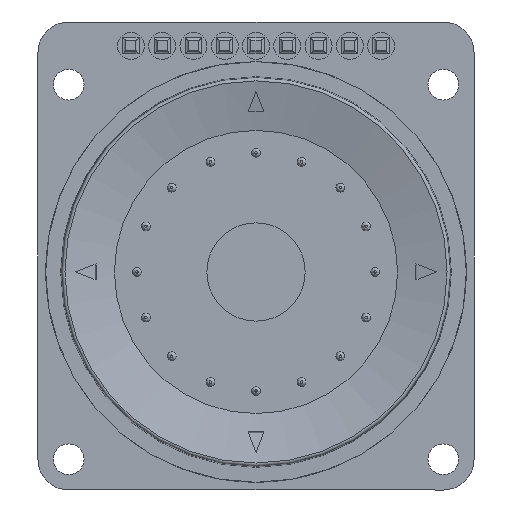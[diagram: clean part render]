
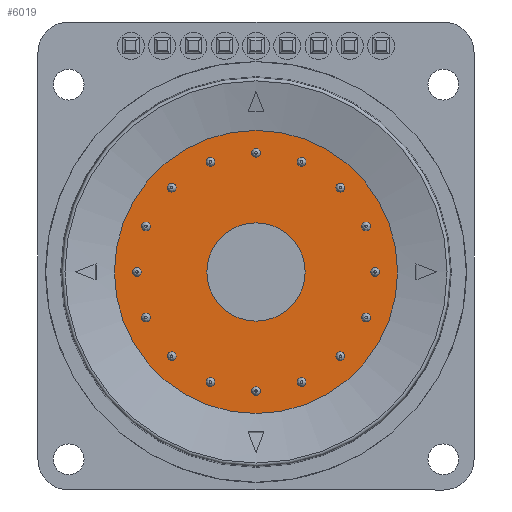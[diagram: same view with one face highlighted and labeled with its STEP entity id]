
A CAD part, front view. The second image highlights one B-rep face of the part: STEP entity #6019.
In plain terms, the highlighted planar face has unit normal (0, -1, 0).
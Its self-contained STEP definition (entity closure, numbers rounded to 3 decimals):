
#147=FACE_BOUND('',#918,.T.);
#148=FACE_BOUND('',#919,.T.);
#149=FACE_BOUND('',#920,.T.);
#150=FACE_BOUND('',#921,.T.);
#151=FACE_BOUND('',#922,.T.);
#152=FACE_BOUND('',#923,.T.);
#153=FACE_BOUND('',#924,.T.);
#154=FACE_BOUND('',#925,.T.);
#155=FACE_BOUND('',#926,.T.);
#156=FACE_BOUND('',#927,.T.);
#157=FACE_BOUND('',#928,.T.);
#158=FACE_BOUND('',#929,.T.);
#159=FACE_BOUND('',#930,.T.);
#160=FACE_BOUND('',#931,.T.);
#161=FACE_BOUND('',#932,.T.);
#162=FACE_BOUND('',#933,.T.);
#163=FACE_BOUND('',#934,.T.);
#516=FACE_OUTER_BOUND('',#917,.T.);
#917=EDGE_LOOP('',(#4980));
#918=EDGE_LOOP('',(#4981));
#919=EDGE_LOOP('',(#4982));
#920=EDGE_LOOP('',(#4983));
#921=EDGE_LOOP('',(#4984));
#922=EDGE_LOOP('',(#4985));
#923=EDGE_LOOP('',(#4986));
#924=EDGE_LOOP('',(#4987));
#925=EDGE_LOOP('',(#4988));
#926=EDGE_LOOP('',(#4989));
#927=EDGE_LOOP('',(#4990));
#928=EDGE_LOOP('',(#4991));
#929=EDGE_LOOP('',(#4992));
#930=EDGE_LOOP('',(#4993));
#931=EDGE_LOOP('',(#4994));
#932=EDGE_LOOP('',(#4995));
#933=EDGE_LOOP('',(#4996));
#934=EDGE_LOOP('',(#4997));
#1146=CIRCLE('',#6415,0.35);
#1149=CIRCLE('',#6419,0.35);
#1152=CIRCLE('',#6423,0.35);
#1155=CIRCLE('',#6427,0.35);
#1158=CIRCLE('',#6431,0.35);
#1161=CIRCLE('',#6435,0.35);
#1164=CIRCLE('',#6439,0.35);
#1167=CIRCLE('',#6443,0.35);
#1170=CIRCLE('',#6447,0.35);
#1173=CIRCLE('',#6451,0.35);
#1176=CIRCLE('',#6455,0.35);
#1179=CIRCLE('',#6459,0.35);
#1182=CIRCLE('',#6463,0.35);
#1185=CIRCLE('',#6467,0.35);
#1188=CIRCLE('',#6471,0.35);
#1191=CIRCLE('',#6478,0.35);
#1197=CIRCLE('',#6490,4.);
#1198=CIRCLE('',#6492,11.525);
#2808=VERTEX_POINT('',#9412);
#2810=VERTEX_POINT('',#9445);
#2812=VERTEX_POINT('',#9478);
#2814=VERTEX_POINT('',#9511);
#2816=VERTEX_POINT('',#9544);
#2818=VERTEX_POINT('',#9577);
#2820=VERTEX_POINT('',#9610);
#2822=VERTEX_POINT('',#9643);
#2824=VERTEX_POINT('',#9676);
#2826=VERTEX_POINT('',#9709);
#2828=VERTEX_POINT('',#9742);
#2830=VERTEX_POINT('',#9775);
#2832=VERTEX_POINT('',#9808);
#2834=VERTEX_POINT('',#9841);
#2836=VERTEX_POINT('',#9874);
#2857=VERTEX_POINT('',#10158);
#2868=VERTEX_POINT('',#10257);
#2869=VERTEX_POINT('',#10261);
#3516=EDGE_CURVE('',#2808,#2808,#1146,.T.);
#3519=EDGE_CURVE('',#2810,#2810,#1149,.T.);
#3522=EDGE_CURVE('',#2812,#2812,#1152,.T.);
#3525=EDGE_CURVE('',#2814,#2814,#1155,.T.);
#3528=EDGE_CURVE('',#2816,#2816,#1158,.T.);
#3531=EDGE_CURVE('',#2818,#2818,#1161,.T.);
#3534=EDGE_CURVE('',#2820,#2820,#1164,.T.);
#3537=EDGE_CURVE('',#2822,#2822,#1167,.T.);
#3540=EDGE_CURVE('',#2824,#2824,#1170,.T.);
#3543=EDGE_CURVE('',#2826,#2826,#1173,.T.);
#3546=EDGE_CURVE('',#2828,#2828,#1176,.T.);
#3549=EDGE_CURVE('',#2830,#2830,#1179,.T.);
#3552=EDGE_CURVE('',#2832,#2832,#1182,.T.);
#3555=EDGE_CURVE('',#2834,#2834,#1185,.T.);
#3558=EDGE_CURVE('',#2836,#2836,#1188,.T.);
#3589=EDGE_CURVE('',#2857,#2857,#1191,.T.);
#3605=EDGE_CURVE('',#2868,#2868,#1197,.T.);
#3607=EDGE_CURVE('',#2869,#2869,#1198,.T.);
#4980=ORIENTED_EDGE('',*,*,#3607,.F.);
#4981=ORIENTED_EDGE('',*,*,#3516,.T.);
#4982=ORIENTED_EDGE('',*,*,#3519,.T.);
#4983=ORIENTED_EDGE('',*,*,#3522,.T.);
#4984=ORIENTED_EDGE('',*,*,#3525,.T.);
#4985=ORIENTED_EDGE('',*,*,#3528,.T.);
#4986=ORIENTED_EDGE('',*,*,#3531,.T.);
#4987=ORIENTED_EDGE('',*,*,#3534,.T.);
#4988=ORIENTED_EDGE('',*,*,#3537,.T.);
#4989=ORIENTED_EDGE('',*,*,#3540,.T.);
#4990=ORIENTED_EDGE('',*,*,#3543,.T.);
#4991=ORIENTED_EDGE('',*,*,#3546,.T.);
#4992=ORIENTED_EDGE('',*,*,#3549,.T.);
#4993=ORIENTED_EDGE('',*,*,#3552,.T.);
#4994=ORIENTED_EDGE('',*,*,#3555,.T.);
#4995=ORIENTED_EDGE('',*,*,#3558,.T.);
#4996=ORIENTED_EDGE('',*,*,#3589,.T.);
#4997=ORIENTED_EDGE('',*,*,#3605,.T.);
#5711=PLANE('',#6491);
#6019=ADVANCED_FACE('',(#516,#147,#148,#149,#150,#151,#152,#153,#154,#155,
#156,#157,#158,#159,#160,#161,#162,#163),#5711,.T.);
#6415=AXIS2_PLACEMENT_3D('',#9413,#7643,#7644);
#6419=AXIS2_PLACEMENT_3D('',#9446,#7651,#7652);
#6423=AXIS2_PLACEMENT_3D('',#9479,#7659,#7660);
#6427=AXIS2_PLACEMENT_3D('',#9512,#7667,#7668);
#6431=AXIS2_PLACEMENT_3D('',#9545,#7675,#7676);
#6435=AXIS2_PLACEMENT_3D('',#9578,#7683,#7684);
#6439=AXIS2_PLACEMENT_3D('',#9611,#7691,#7692);
#6443=AXIS2_PLACEMENT_3D('',#9644,#7699,#7700);
#6447=AXIS2_PLACEMENT_3D('',#9677,#7707,#7708);
#6451=AXIS2_PLACEMENT_3D('',#9710,#7715,#7716);
#6455=AXIS2_PLACEMENT_3D('',#9743,#7723,#7724);
#6459=AXIS2_PLACEMENT_3D('',#9776,#7731,#7732);
#6463=AXIS2_PLACEMENT_3D('',#9809,#7739,#7740);
#6467=AXIS2_PLACEMENT_3D('',#9842,#7747,#7748);
#6471=AXIS2_PLACEMENT_3D('',#9875,#7755,#7756);
#6478=AXIS2_PLACEMENT_3D('',#10159,#7778,#7779);
#6490=AXIS2_PLACEMENT_3D('',#10258,#7806,#7807);
#6491=AXIS2_PLACEMENT_3D('',#10260,#7809,#7810);
#6492=AXIS2_PLACEMENT_3D('',#10262,#7811,#7812);
#7643=DIRECTION('center_axis',(0.,1.,0.));
#7644=DIRECTION('ref_axis',(-0.924,0.,-0.383));
#7651=DIRECTION('center_axis',(0.,1.,0.));
#7652=DIRECTION('ref_axis',(-0.707,0.,-0.707));
#7659=DIRECTION('center_axis',(0.,1.,0.));
#7660=DIRECTION('ref_axis',(-0.383,0.,-0.924));
#7667=DIRECTION('center_axis',(0.,1.,0.));
#7668=DIRECTION('ref_axis',(0.,0.,-1.));
#7675=DIRECTION('center_axis',(0.,1.,0.));
#7676=DIRECTION('ref_axis',(0.383,0.,-0.924));
#7683=DIRECTION('center_axis',(0.,1.,0.));
#7684=DIRECTION('ref_axis',(0.707,0.,-0.707));
#7691=DIRECTION('center_axis',(0.,1.,0.));
#7692=DIRECTION('ref_axis',(0.924,0.,-0.383));
#7699=DIRECTION('center_axis',(0.,1.,0.));
#7700=DIRECTION('ref_axis',(1.,0.,0.));
#7707=DIRECTION('center_axis',(0.,1.,0.));
#7708=DIRECTION('ref_axis',(0.924,0.,0.383));
#7715=DIRECTION('center_axis',(0.,1.,0.));
#7716=DIRECTION('ref_axis',(0.707,0.,0.707));
#7723=DIRECTION('center_axis',(0.,1.,0.));
#7724=DIRECTION('ref_axis',(0.383,0.,0.924));
#7731=DIRECTION('center_axis',(0.,1.,0.));
#7732=DIRECTION('ref_axis',(0.,0.,1.));
#7739=DIRECTION('center_axis',(0.,1.,0.));
#7740=DIRECTION('ref_axis',(-0.383,0.,0.924));
#7747=DIRECTION('center_axis',(0.,1.,0.));
#7748=DIRECTION('ref_axis',(-0.707,0.,0.707));
#7755=DIRECTION('center_axis',(0.,1.,0.));
#7756=DIRECTION('ref_axis',(-0.924,0.,0.383));
#7778=DIRECTION('center_axis',(0.,1.,0.));
#7779=DIRECTION('ref_axis',(-1.,0.,0.));
#7806=DIRECTION('center_axis',(0.,1.,0.));
#7807=DIRECTION('ref_axis',(-1.,0.,0.));
#7809=DIRECTION('center_axis',(0.,-1.,0.));
#7810=DIRECTION('ref_axis',(0.,0.,1.));
#7811=DIRECTION('center_axis',(0.,1.,0.));
#7812=DIRECTION('ref_axis',(-1.,0.,0.));
#9412=CARTESIAN_POINT('',(3.712,-5.19,-7.312));
#9413=CARTESIAN_POINT('Origin',(3.712,-5.19,-7.662));
#9445=CARTESIAN_POINT('',(6.859,-5.19,-5.209));
#9446=CARTESIAN_POINT('Origin',(6.859,-5.19,-5.559));
#9478=CARTESIAN_POINT('',(8.962,-5.19,-2.062));
#9479=CARTESIAN_POINT('Origin',(8.962,-5.19,-2.412));
#9511=CARTESIAN_POINT('',(9.7,-5.19,1.65));
#9512=CARTESIAN_POINT('Origin',(9.7,-5.19,1.3));
#9544=CARTESIAN_POINT('',(8.962,-5.19,5.362));
#9545=CARTESIAN_POINT('Origin',(8.962,-5.19,5.012));
#9577=CARTESIAN_POINT('',(6.859,-5.19,8.509));
#9578=CARTESIAN_POINT('Origin',(6.859,-5.19,8.159));
#9610=CARTESIAN_POINT('',(3.712,-5.19,10.612));
#9611=CARTESIAN_POINT('Origin',(3.712,-5.19,10.262));
#9643=CARTESIAN_POINT('',(0.,-5.19,11.35));
#9644=CARTESIAN_POINT('Origin',(0.,-5.19,11.));
#9676=CARTESIAN_POINT('',(-3.712,-5.19,10.612));
#9677=CARTESIAN_POINT('Origin',(-3.712,-5.19,10.262));
#9709=CARTESIAN_POINT('',(-6.859,-5.19,8.509));
#9710=CARTESIAN_POINT('Origin',(-6.859,-5.19,8.159));
#9742=CARTESIAN_POINT('',(-8.962,-5.19,5.362));
#9743=CARTESIAN_POINT('Origin',(-8.962,-5.19,5.012));
#9775=CARTESIAN_POINT('',(-9.7,-5.19,1.65));
#9776=CARTESIAN_POINT('Origin',(-9.7,-5.19,1.3));
#9808=CARTESIAN_POINT('',(-8.962,-5.19,-2.062));
#9809=CARTESIAN_POINT('Origin',(-8.962,-5.19,-2.412));
#9841=CARTESIAN_POINT('',(-6.859,-5.19,-5.209));
#9842=CARTESIAN_POINT('Origin',(-6.859,-5.19,-5.559));
#9874=CARTESIAN_POINT('',(-3.712,-5.19,-7.312));
#9875=CARTESIAN_POINT('Origin',(-3.712,-5.19,-7.662));
#10158=CARTESIAN_POINT('',(0.,-5.19,-8.05));
#10159=CARTESIAN_POINT('Origin',(0.,-5.19,-8.4));
#10257=CARTESIAN_POINT('',(0.,-5.19,5.3));
#10258=CARTESIAN_POINT('Origin',(0.,-5.19,1.3));
#10260=CARTESIAN_POINT('Origin',(0.,-5.19,-10.225));
#10261=CARTESIAN_POINT('',(0.,-5.19,12.825));
#10262=CARTESIAN_POINT('Origin',(0.,-5.19,1.3));
